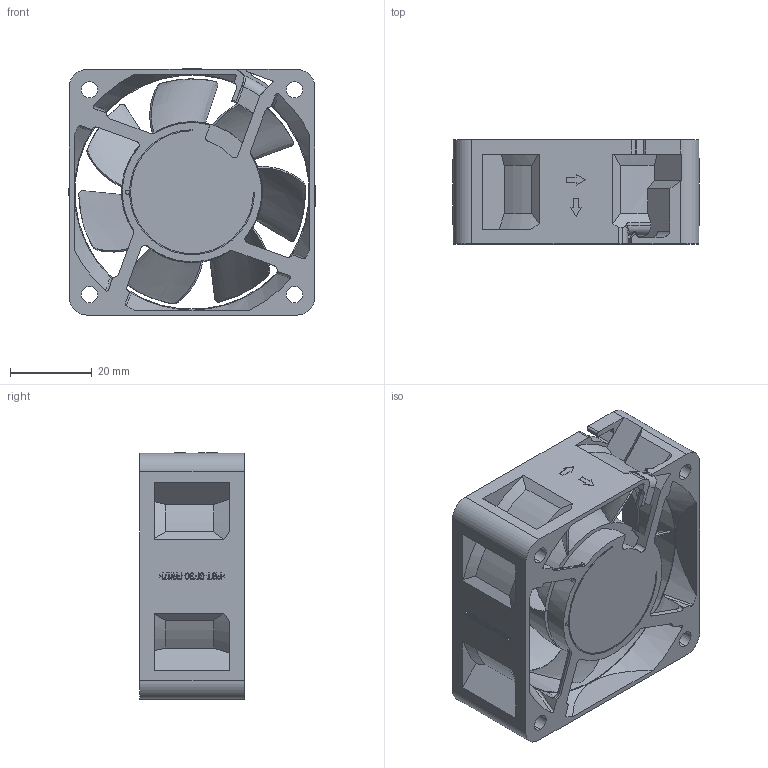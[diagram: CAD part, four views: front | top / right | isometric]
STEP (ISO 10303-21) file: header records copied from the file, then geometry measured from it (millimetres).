
FILE_DESCRIPTION((''),'2;1');
FILE_NAME('QFR6025_RIB_ASM','2022-01-11T13:30:42',('FONG.CHEN'),(''),'CREO PARAMETRIC BY PTC INC, 2020454','CREO PARAMETRIC BY PTC INC, 2020454','');
FILE_SCHEMA(('CONFIG_CONTROL_DESIGN'));
Length unit declared in the file: millimetre
Products named in the file (3): RIB_TYPE; QFR6025IMP_F; QFR6025_RIB_ASM
Assembly tree (2 placements, depth 2):
  QFR6025_RIB_ASM
    RIB_TYPE
    QFR6025IMP_F
Bounding box: 60.2 x 25.4 x 60.1 mm (x, y, z)
Volume: 38262.6 mm3; surface area: 24541.7 mm2
Topology: 2 solids, 2 shells, 861 faces, 2393 edges, 1575 vertices
Faces by surface type: plane 616, cylinder 120, bspline 83, cone 28, torus 9, sphere 3, revolution 2
Entity records: 34827 total; most frequent: CARTESIAN_POINT 13301, ORIENTED_EDGE 4782, DIRECTION 3928, EDGE_CURVE 2391, VECTOR 1764, LINE 1764, VERTEX_POINT 1575, AXIS2_PLACEMENT_3D 1081
